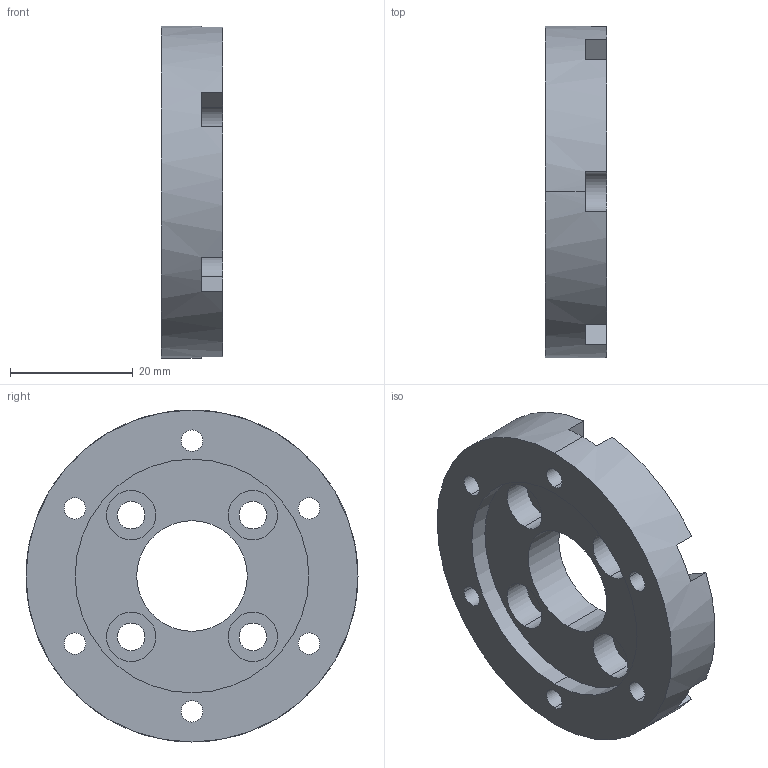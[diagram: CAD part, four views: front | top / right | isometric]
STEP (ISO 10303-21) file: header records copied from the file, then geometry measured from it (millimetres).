
FILE_DESCRIPTION (( 'STEP AP203' ), '1' );
FILE_NAME ('entretoise-m-r bras_Défaut_sldprt.STEP', '2017-12-12T20:33:29', ( '' ), ( '' ), 'SwSTEP 2.0', 'SolidWorks 2016', '' );
FILE_SCHEMA (( 'CONFIG_CONTROL_DESIGN' ));
Length unit declared in the file: millimetre
Products named in the file (1): entretoise-m-r bras_Défaut_sldprt
Bounding box: 10 x 54 x 54 mm (x, y, z)
Volume: 15257.5 mm3; surface area: 7581.2 mm2
Topology: 1 solids, 1 shells, 67 faces, 180 edges, 120 vertices
Faces by surface type: cylinder 42, plane 25
Entity records: 2271 total; most frequent: DIRECTION 412, CARTESIAN_POINT 368, ORIENTED_EDGE 360, EDGE_CURVE 180, AXIS2_PLACEMENT_3D 164, VERTEX_POINT 120, CIRCLE 96, EDGE_LOOP 94
